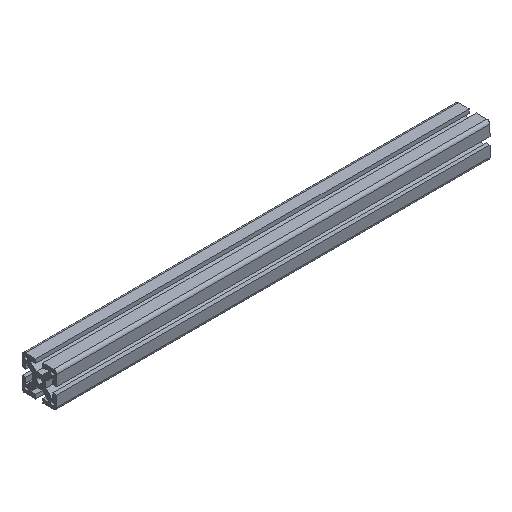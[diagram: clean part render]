
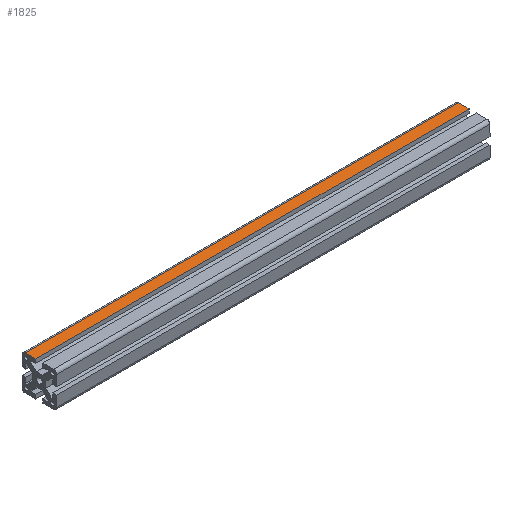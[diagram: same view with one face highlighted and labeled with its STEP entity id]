
A CAD part, isometric view. The second image highlights one B-rep face of the part: STEP entity #1825.
In plain terms, the highlighted planar face has unit normal (0, 0, 1).
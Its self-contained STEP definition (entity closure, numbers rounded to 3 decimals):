
#2 = DIRECTION ( 'NONE',  ( 0., -1., 0. ) ) ;
#89 = VERTEX_POINT ( 'NONE', #1259 ) ;
#165 = LINE ( 'NONE', #934, #621 ) ;
#167 = EDGE_CURVE ( 'NONE', #1743, #718, #165, .T. ) ;
#169 = VERTEX_POINT ( 'NONE', #634 ) ;
#202 = VECTOR ( 'NONE', #743, 1000. ) ;
#236 = PLANE ( 'NONE',  #519 ) ;
#368 = LINE ( 'NONE', #1619, #1737 ) ;
#413 = FACE_OUTER_BOUND ( 'NONE', #1835, .T. ) ;
#469 = LINE ( 'NONE', #1073, #202 ) ;
#519 = AXIS2_PLACEMENT_3D ( 'NONE', #1486, #1184, #869 ) ;
#621 = VECTOR ( 'NONE', #2, 1000. ) ;
#634 = CARTESIAN_POINT ( 'NONE',  ( 500., 4.1, 4520. ) ) ;
#718 = VERTEX_POINT ( 'NONE', #1032 ) ;
#743 = DIRECTION ( 'NONE',  ( 0., -1., 0. ) ) ;
#869 = DIRECTION ( 'NONE',  ( -1., 0., 0. ) ) ;
#934 = CARTESIAN_POINT ( 'NONE',  ( 0., 16.5, 4520. ) ) ;
#976 = DIRECTION ( 'NONE',  ( -1., 0., 0. ) ) ;
#1032 = CARTESIAN_POINT ( 'NONE',  ( 0., 4.1, 4520. ) ) ;
#1073 = CARTESIAN_POINT ( 'NONE',  ( 500., 16.5, 4520. ) ) ;
#1083 = ORIENTED_EDGE ( 'NONE', *, *, #1649, .F. ) ;
#1120 = ORIENTED_EDGE ( 'NONE', *, *, #167, .T. ) ;
#1154 = LINE ( 'NONE', #1768, #1573 ) ;
#1184 = DIRECTION ( 'NONE',  ( 0., 0., -1. ) ) ;
#1214 = ORIENTED_EDGE ( 'NONE', *, *, #1441, .F. ) ;
#1259 = CARTESIAN_POINT ( 'NONE',  ( 500., 16.5, 4520. ) ) ;
#1320 = EDGE_CURVE ( 'NONE', #89, #1743, #1154, .T. ) ;
#1441 = EDGE_CURVE ( 'NONE', #169, #718, #368, .T. ) ;
#1485 = ORIENTED_EDGE ( 'NONE', *, *, #1320, .T. ) ;
#1486 = CARTESIAN_POINT ( 'NONE',  ( 500., 16.5, 4520. ) ) ;
#1573 = VECTOR ( 'NONE', #976, 1000. ) ;
#1619 = CARTESIAN_POINT ( 'NONE',  ( 500., 4.1, 4520. ) ) ;
#1649 = EDGE_CURVE ( 'NONE', #89, #169, #469, .T. ) ;
#1737 = VECTOR ( 'NONE', #1816, 1000. ) ;
#1743 = VERTEX_POINT ( 'NONE', #1879 ) ;
#1768 = CARTESIAN_POINT ( 'NONE',  ( 500., 16.5, 4520. ) ) ;
#1816 = DIRECTION ( 'NONE',  ( -1., 0., 0. ) ) ;
#1825 = ADVANCED_FACE ( 'NONE', ( #413 ), #236, .F. ) ;
#1835 = EDGE_LOOP ( 'NONE', ( #1120, #1214, #1083, #1485 ) ) ;
#1879 = CARTESIAN_POINT ( 'NONE',  ( 0., 16.5, 4520. ) ) ;
